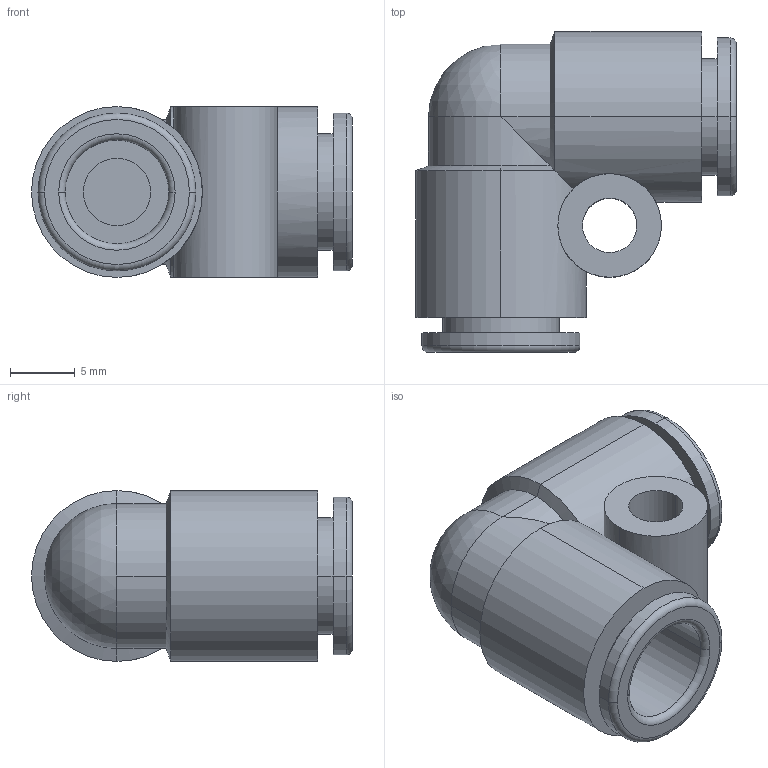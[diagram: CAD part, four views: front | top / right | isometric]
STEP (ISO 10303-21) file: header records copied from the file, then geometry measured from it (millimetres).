
FILE_DESCRIPTION (( 'STEP AP214' ), '1' );
FILE_NAME ('KQ2L08-00A.step.step', '2015-12-23T19:16:26', ( 'Windows User' ), ( '' ), 'SwSTEP 2.0', 'SolidWorks 2016', '' );
FILE_SCHEMA (( 'AUTOMOTIVE_DESIGN' ));
Length unit declared in the file: millimetre
Products named in the file (2): KQ2L08-00A.step_KQ2L-metric_KQ2L08-00A; KQ2L08-00A.step
Assembly tree (1 placements, depth 2):
  KQ2L08-00A.step
    KQ2L08-00A.step_KQ2L-metric_KQ2L08-00A
Bounding box: 24.8 x 24.8 x 13.2 mm (x, y, z)
Volume: 3142.5 mm3; surface area: 3024.7 mm2
Topology: 1 solids, 1 shells, 53 faces, 114 edges, 69 vertices
Faces by surface type: cylinder 25, plane 11, torus 10, cone 6, sphere 1
Entity records: 1663 total; most frequent: CARTESIAN_POINT 381, DIRECTION 290, ORIENTED_EDGE 224, AXIS2_PLACEMENT_3D 131, EDGE_CURVE 112, CIRCLE 74, VERTEX_POINT 68, EDGE_LOOP 62
